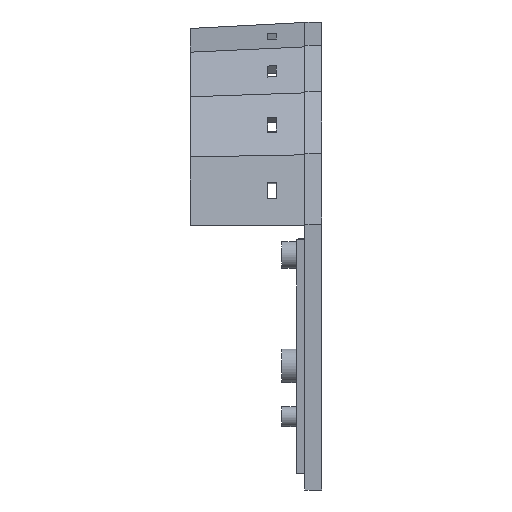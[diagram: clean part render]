
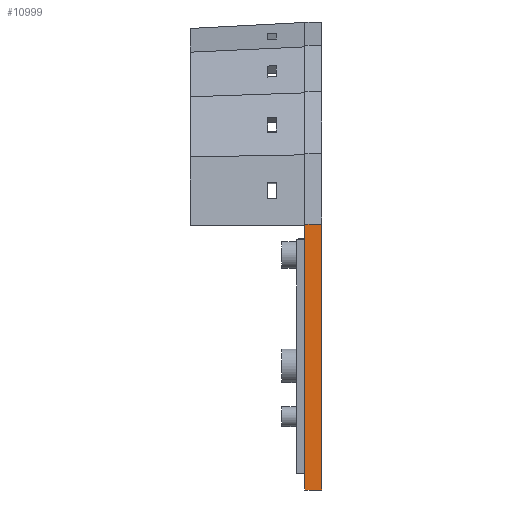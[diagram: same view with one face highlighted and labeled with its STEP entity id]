
A CAD part, left-side view. The second image highlights one B-rep face of the part: STEP entity #10999.
In plain terms, the highlighted planar face has unit normal (-1, 0, 0).
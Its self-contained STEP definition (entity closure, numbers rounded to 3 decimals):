
#592 = PLANE('',#593);
#593 = AXIS2_PLACEMENT_3D('',#594,#595,#596);
#594 = CARTESIAN_POINT('',(10.018,-60.719,-141.57));
#595 = DIRECTION('',(0.,1.,0.));
#596 = DIRECTION('',(0.,0.,1.));
#2844 = VERTEX_POINT('',#2845);
#2845 = CARTESIAN_POINT('',(10.018,-60.719,-141.57));
#2859 = PLANE('',#2860);
#2860 = AXIS2_PLACEMENT_3D('',#2861,#2862,#2863);
#2861 = CARTESIAN_POINT('',(10.018,-65.719,-141.57));
#2862 = DIRECTION('',(0.,0.,1.));
#2863 = DIRECTION('',(1.,0.,0.));
#2871 = EDGE_CURVE('',#2844,#2872,#2874,.T.);
#2872 = VERTEX_POINT('',#2873);
#2873 = CARTESIAN_POINT('',(10.018,-60.719,-62.014));
#2874 = SURFACE_CURVE('',#2875,(#2879,#2886),.PCURVE_S1.);
#2875 = LINE('',#2876,#2877);
#2876 = CARTESIAN_POINT('',(10.018,-60.719,-141.57));
#2877 = VECTOR('',#2878,1.);
#2878 = DIRECTION('',(0.,0.,1.));
#2879 = PCURVE('',#592,#2880);
#2880 = DEFINITIONAL_REPRESENTATION('',(#2881),#2885);
#2881 = LINE('',#2882,#2883);
#2882 = CARTESIAN_POINT('',(0.,0.));
#2883 = VECTOR('',#2884,1.);
#2884 = DIRECTION('',(1.,0.));
#2885 = ( GEOMETRIC_REPRESENTATION_CONTEXT(2) 
PARAMETRIC_REPRESENTATION_CONTEXT() REPRESENTATION_CONTEXT('2D SPACE',''
  ) );
#2886 = PCURVE('',#2887,#2892);
#2887 = PLANE('',#2888);
#2888 = AXIS2_PLACEMENT_3D('',#2889,#2890,#2891);
#2889 = CARTESIAN_POINT('',(10.018,-65.719,-141.57));
#2890 = DIRECTION('',(1.,0.,0.));
#2891 = DIRECTION('',(0.,0.,1.));
#2892 = DEFINITIONAL_REPRESENTATION('',(#2893),#2897);
#2893 = LINE('',#2894,#2895);
#2894 = CARTESIAN_POINT('',(0.,-5.));
#2895 = VECTOR('',#2896,1.);
#2896 = DIRECTION('',(1.,0.));
#2897 = ( GEOMETRIC_REPRESENTATION_CONTEXT(2) 
PARAMETRIC_REPRESENTATION_CONTEXT() REPRESENTATION_CONTEXT('2D SPACE',''
  ) );
#2915 = PLANE('',#2916);
#2916 = AXIS2_PLACEMENT_3D('',#2917,#2918,#2919);
#2917 = CARTESIAN_POINT('',(7.113,-68.909,-78.489));
#2918 = DIRECTION('',(-0.985,0.,0.174));
#2919 = DIRECTION('',(-0.174,0.,-0.985));
#3786 = PLANE('',#3787);
#3787 = AXIS2_PLACEMENT_3D('',#3788,#3789,#3790);
#3788 = CARTESIAN_POINT('',(10.018,-65.719,-141.57));
#3789 = DIRECTION('',(0.,1.,0.));
#3790 = DIRECTION('',(0.,0.,1.));
#10905 = EDGE_CURVE('',#10906,#2844,#10908,.T.);
#10906 = VERTEX_POINT('',#10907);
#10907 = CARTESIAN_POINT('',(10.018,-65.719,-141.57));
#10908 = SURFACE_CURVE('',#10909,(#10913,#10920),.PCURVE_S1.);
#10909 = LINE('',#10910,#10911);
#10910 = CARTESIAN_POINT('',(10.018,-65.719,-141.57));
#10911 = VECTOR('',#10912,1.);
#10912 = DIRECTION('',(0.,1.,0.));
#10913 = PCURVE('',#2859,#10914);
#10914 = DEFINITIONAL_REPRESENTATION('',(#10915),#10919);
#10915 = LINE('',#10916,#10917);
#10916 = CARTESIAN_POINT('',(0.,0.));
#10917 = VECTOR('',#10918,1.);
#10918 = DIRECTION('',(0.,1.));
#10919 = ( GEOMETRIC_REPRESENTATION_CONTEXT(2) 
PARAMETRIC_REPRESENTATION_CONTEXT() REPRESENTATION_CONTEXT('2D SPACE',''
  ) );
#10920 = PCURVE('',#2887,#10921);
#10921 = DEFINITIONAL_REPRESENTATION('',(#10922),#10926);
#10922 = LINE('',#10923,#10924);
#10923 = CARTESIAN_POINT('',(0.,0.));
#10924 = VECTOR('',#10925,1.);
#10925 = DIRECTION('',(0.,-1.));
#10926 = ( GEOMETRIC_REPRESENTATION_CONTEXT(2) 
PARAMETRIC_REPRESENTATION_CONTEXT() REPRESENTATION_CONTEXT('2D SPACE',''
  ) );
#10999 = ADVANCED_FACE('',(#11000),#2887,.F.);
#11000 = FACE_BOUND('',#11001,.F.);
#11001 = EDGE_LOOP('',(#11002,#11003,#11026,#11047));
#11002 = ORIENTED_EDGE('',*,*,#2871,.T.);
#11003 = ORIENTED_EDGE('',*,*,#11004,.T.);
#11004 = EDGE_CURVE('',#2872,#11005,#11007,.T.);
#11005 = VERTEX_POINT('',#11006);
#11006 = CARTESIAN_POINT('',(10.018,-65.719,-62.014));
#11007 = SURFACE_CURVE('',#11008,(#11012,#11019),.PCURVE_S1.);
#11008 = LINE('',#11009,#11010);
#11009 = CARTESIAN_POINT('',(10.018,-67.314,-62.014));
#11010 = VECTOR('',#11011,1.);
#11011 = DIRECTION('',(0.,-1.,0.));
#11012 = PCURVE('',#2887,#11013);
#11013 = DEFINITIONAL_REPRESENTATION('',(#11014),#11018);
#11014 = LINE('',#11015,#11016);
#11015 = CARTESIAN_POINT('',(79.556,1.595));
#11016 = VECTOR('',#11017,1.);
#11017 = DIRECTION('',(0.,1.));
#11018 = ( GEOMETRIC_REPRESENTATION_CONTEXT(2) 
PARAMETRIC_REPRESENTATION_CONTEXT() REPRESENTATION_CONTEXT('2D SPACE',''
  ) );
#11019 = PCURVE('',#2915,#11020);
#11020 = DEFINITIONAL_REPRESENTATION('',(#11021),#11025);
#11021 = LINE('',#11022,#11023);
#11022 = CARTESIAN_POINT('',(-16.729,-1.595));
#11023 = VECTOR('',#11024,1.);
#11024 = DIRECTION('',(0.,1.));
#11025 = ( GEOMETRIC_REPRESENTATION_CONTEXT(2) 
PARAMETRIC_REPRESENTATION_CONTEXT() REPRESENTATION_CONTEXT('2D SPACE',''
  ) );
#11026 = ORIENTED_EDGE('',*,*,#11027,.F.);
#11027 = EDGE_CURVE('',#10906,#11005,#11028,.T.);
#11028 = SURFACE_CURVE('',#11029,(#11033,#11040),.PCURVE_S1.);
#11029 = LINE('',#11030,#11031);
#11030 = CARTESIAN_POINT('',(10.018,-65.719,-141.57));
#11031 = VECTOR('',#11032,1.);
#11032 = DIRECTION('',(0.,0.,1.));
#11033 = PCURVE('',#2887,#11034);
#11034 = DEFINITIONAL_REPRESENTATION('',(#11035),#11039);
#11035 = LINE('',#11036,#11037);
#11036 = CARTESIAN_POINT('',(0.,0.));
#11037 = VECTOR('',#11038,1.);
#11038 = DIRECTION('',(1.,0.));
#11039 = ( GEOMETRIC_REPRESENTATION_CONTEXT(2) 
PARAMETRIC_REPRESENTATION_CONTEXT() REPRESENTATION_CONTEXT('2D SPACE',''
  ) );
#11040 = PCURVE('',#3786,#11041);
#11041 = DEFINITIONAL_REPRESENTATION('',(#11042),#11046);
#11042 = LINE('',#11043,#11044);
#11043 = CARTESIAN_POINT('',(0.,0.));
#11044 = VECTOR('',#11045,1.);
#11045 = DIRECTION('',(1.,0.));
#11046 = ( GEOMETRIC_REPRESENTATION_CONTEXT(2) 
PARAMETRIC_REPRESENTATION_CONTEXT() REPRESENTATION_CONTEXT('2D SPACE',''
  ) );
#11047 = ORIENTED_EDGE('',*,*,#10905,.T.);
